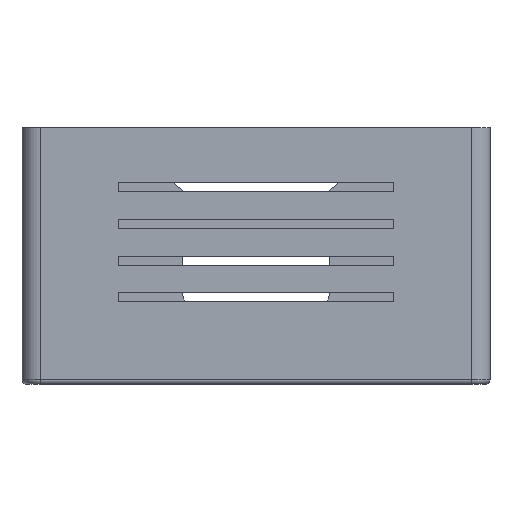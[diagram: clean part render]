
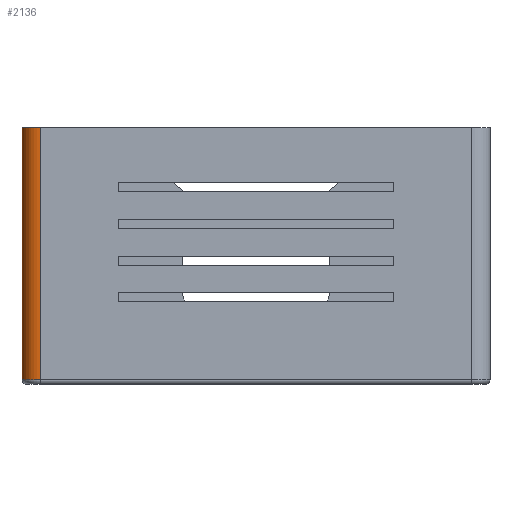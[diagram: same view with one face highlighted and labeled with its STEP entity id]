
A CAD part, left-side view. The second image highlights one B-rep face of the part: STEP entity #2136.
In plain terms, the highlighted cylindrical face has radius 2 mm (diameter 4 mm), a partial arc.
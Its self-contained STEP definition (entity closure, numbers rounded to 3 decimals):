
#128 = PLANE('',#129);
#129 = AXIS2_PLACEMENT_3D('',#130,#131,#132);
#130 = CARTESIAN_POINT('',(0.,25.5,14.25));
#131 = DIRECTION('',(0.,1.,0.));
#132 = DIRECTION('',(0.,0.,1.));
#258 = VERTEX_POINT('',#259);
#259 = CARTESIAN_POINT('',(-49.5,25.5,0.5));
#285 = EDGE_CURVE('',#258,#286,#288,.T.);
#286 = VERTEX_POINT('',#287);
#287 = CARTESIAN_POINT('',(-49.5,25.5,28.));
#288 = SURFACE_CURVE('',#289,(#293,#300),.PCURVE_S1.);
#289 = LINE('',#290,#291);
#290 = CARTESIAN_POINT('',(-49.5,25.5,0.));
#291 = VECTOR('',#292,1.);
#292 = DIRECTION('',(0.,0.,1.));
#293 = PCURVE('',#128,#294);
#294 = DEFINITIONAL_REPRESENTATION('',(#295),#299);
#295 = LINE('',#296,#297);
#296 = CARTESIAN_POINT('',(-14.25,-49.5));
#297 = VECTOR('',#298,1.);
#298 = DIRECTION('',(1.,0.));
#299 = ( GEOMETRIC_REPRESENTATION_CONTEXT(2) 
PARAMETRIC_REPRESENTATION_CONTEXT() REPRESENTATION_CONTEXT('2D SPACE',''
  ) );
#300 = PCURVE('',#301,#306);
#301 = CYLINDRICAL_SURFACE('',#302,2.);
#302 = AXIS2_PLACEMENT_3D('',#303,#304,#305);
#303 = CARTESIAN_POINT('',(-49.5,23.5,0.));
#304 = DIRECTION('',(-0.,-0.,-1.));
#305 = DIRECTION('',(1.,0.,0.));
#306 = DEFINITIONAL_REPRESENTATION('',(#307),#311);
#307 = LINE('',#308,#309);
#308 = CARTESIAN_POINT('',(-1.571,0.));
#309 = VECTOR('',#310,1.);
#310 = DIRECTION('',(-0.,-1.));
#311 = ( GEOMETRIC_REPRESENTATION_CONTEXT(2) 
PARAMETRIC_REPRESENTATION_CONTEXT() REPRESENTATION_CONTEXT('2D SPACE',''
  ) );
#329 = PLANE('',#330);
#330 = AXIS2_PLACEMENT_3D('',#331,#332,#333);
#331 = CARTESIAN_POINT('',(0.,0.,28.));
#332 = DIRECTION('',(0.,0.,1.));
#333 = DIRECTION('',(1.,0.,0.));
#1686 = EDGE_CURVE('',#286,#1687,#1689,.T.);
#1687 = VERTEX_POINT('',#1688);
#1688 = CARTESIAN_POINT('',(-51.5,23.5,28.));
#1689 = SURFACE_CURVE('',#1690,(#1695,#1702),.PCURVE_S1.);
#1690 = CIRCLE('',#1691,2.);
#1691 = AXIS2_PLACEMENT_3D('',#1692,#1693,#1694);
#1692 = CARTESIAN_POINT('',(-49.5,23.5,28.));
#1693 = DIRECTION('',(0.,0.,1.));
#1694 = DIRECTION('',(1.,0.,0.));
#1695 = PCURVE('',#329,#1696);
#1696 = DEFINITIONAL_REPRESENTATION('',(#1697),#1701);
#1697 = CIRCLE('',#1698,2.);
#1698 = AXIS2_PLACEMENT_2D('',#1699,#1700);
#1699 = CARTESIAN_POINT('',(-49.5,23.5));
#1700 = DIRECTION('',(1.,0.));
#1701 = ( GEOMETRIC_REPRESENTATION_CONTEXT(2) 
PARAMETRIC_REPRESENTATION_CONTEXT() REPRESENTATION_CONTEXT('2D SPACE',''
  ) );
#1702 = PCURVE('',#301,#1703);
#1703 = DEFINITIONAL_REPRESENTATION('',(#1704),#1708);
#1704 = LINE('',#1705,#1706);
#1705 = CARTESIAN_POINT('',(-0.,-28.));
#1706 = VECTOR('',#1707,1.);
#1707 = DIRECTION('',(-1.,0.));
#1708 = ( GEOMETRIC_REPRESENTATION_CONTEXT(2) 
PARAMETRIC_REPRESENTATION_CONTEXT() REPRESENTATION_CONTEXT('2D SPACE',''
  ) );
#1726 = PLANE('',#1727);
#1727 = AXIS2_PLACEMENT_3D('',#1728,#1729,#1730);
#1728 = CARTESIAN_POINT('',(-51.5,23.5,0.));
#1729 = DIRECTION('',(1.,0.,0.));
#1730 = DIRECTION('',(0.,-1.,0.));
#2136 = ADVANCED_FACE('',(#2137),#301,.T.);
#2137 = FACE_BOUND('',#2138,.F.);
#2138 = EDGE_LOOP('',(#2139,#2140,#2141,#2164));
#2139 = ORIENTED_EDGE('',*,*,#285,.T.);
#2140 = ORIENTED_EDGE('',*,*,#1686,.T.);
#2141 = ORIENTED_EDGE('',*,*,#2142,.F.);
#2142 = EDGE_CURVE('',#2143,#1687,#2145,.T.);
#2143 = VERTEX_POINT('',#2144);
#2144 = CARTESIAN_POINT('',(-51.5,23.5,0.5));
#2145 = SURFACE_CURVE('',#2146,(#2150,#2157),.PCURVE_S1.);
#2146 = LINE('',#2147,#2148);
#2147 = CARTESIAN_POINT('',(-51.5,23.5,0.));
#2148 = VECTOR('',#2149,1.);
#2149 = DIRECTION('',(0.,0.,1.));
#2150 = PCURVE('',#301,#2151);
#2151 = DEFINITIONAL_REPRESENTATION('',(#2152),#2156);
#2152 = LINE('',#2153,#2154);
#2153 = CARTESIAN_POINT('',(-3.142,0.));
#2154 = VECTOR('',#2155,1.);
#2155 = DIRECTION('',(-0.,-1.));
#2156 = ( GEOMETRIC_REPRESENTATION_CONTEXT(2) 
PARAMETRIC_REPRESENTATION_CONTEXT() REPRESENTATION_CONTEXT('2D SPACE',''
  ) );
#2157 = PCURVE('',#1726,#2158);
#2158 = DEFINITIONAL_REPRESENTATION('',(#2159),#2163);
#2159 = LINE('',#2160,#2161);
#2160 = CARTESIAN_POINT('',(0.,0.));
#2161 = VECTOR('',#2162,1.);
#2162 = DIRECTION('',(0.,-1.));
#2163 = ( GEOMETRIC_REPRESENTATION_CONTEXT(2) 
PARAMETRIC_REPRESENTATION_CONTEXT() REPRESENTATION_CONTEXT('2D SPACE',''
  ) );
#2164 = ORIENTED_EDGE('',*,*,#2165,.F.);
#2165 = EDGE_CURVE('',#258,#2143,#2166,.T.);
#2166 = SURFACE_CURVE('',#2167,(#2172,#2179),.PCURVE_S1.);
#2167 = CIRCLE('',#2168,2.);
#2168 = AXIS2_PLACEMENT_3D('',#2169,#2170,#2171);
#2169 = CARTESIAN_POINT('',(-49.5,23.5,0.5));
#2170 = DIRECTION('',(0.,-0.,1.));
#2171 = DIRECTION('',(0.,1.,0.));
#2172 = PCURVE('',#301,#2173);
#2173 = DEFINITIONAL_REPRESENTATION('',(#2174),#2178);
#2174 = LINE('',#2175,#2176);
#2175 = CARTESIAN_POINT('',(-1.571,-0.5));
#2176 = VECTOR('',#2177,1.);
#2177 = DIRECTION('',(-1.,0.));
#2178 = ( GEOMETRIC_REPRESENTATION_CONTEXT(2) 
PARAMETRIC_REPRESENTATION_CONTEXT() REPRESENTATION_CONTEXT('2D SPACE',''
  ) );
#2179 = PCURVE('',#2180,#2185);
#2180 = TOROIDAL_SURFACE('',#2181,1.5,0.5);
#2181 = AXIS2_PLACEMENT_3D('',#2182,#2183,#2184);
#2182 = CARTESIAN_POINT('',(-49.5,23.5,0.5));
#2183 = DIRECTION('',(0.,0.,1.));
#2184 = DIRECTION('',(0.,1.,0.));
#2185 = DEFINITIONAL_REPRESENTATION('',(#2186),#2190);
#2186 = LINE('',#2187,#2188);
#2187 = CARTESIAN_POINT('',(0.,6.283));
#2188 = VECTOR('',#2189,1.);
#2189 = DIRECTION('',(1.,0.));
#2190 = ( GEOMETRIC_REPRESENTATION_CONTEXT(2) 
PARAMETRIC_REPRESENTATION_CONTEXT() REPRESENTATION_CONTEXT('2D SPACE',''
  ) );
